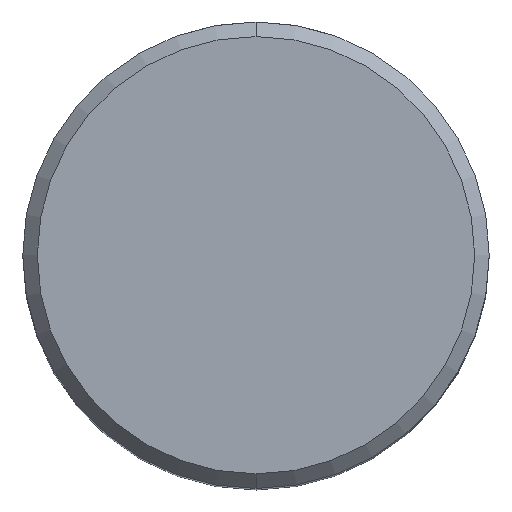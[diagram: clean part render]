
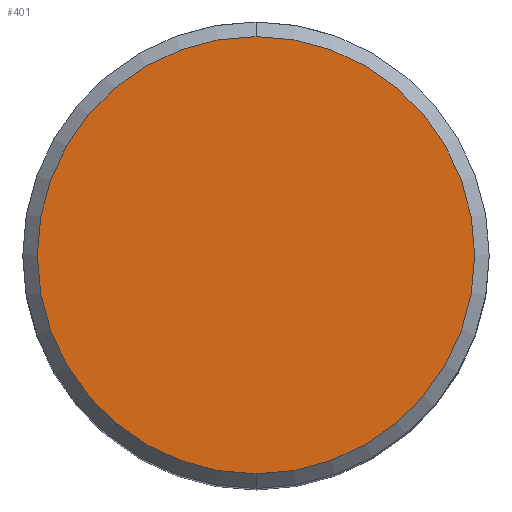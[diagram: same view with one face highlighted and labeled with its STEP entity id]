
A CAD part, top view. The second image highlights one B-rep face of the part: STEP entity #401.
In plain terms, the highlighted planar face has unit normal (0, 0, 1).
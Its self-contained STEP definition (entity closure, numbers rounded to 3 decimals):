
#201=EDGE_CURVE('',#283,#389,#510,.T.);
#283=VERTEX_POINT('',#601);
#389=VERTEX_POINT('',#718);
#401=ADVANCED_FACE('',(#732),#733,.T.);
#449=EDGE_CURVE('',#389,#283,#786,.T.);
#510=CIRCLE('',#938,15.0);
#601=CARTESIAN_POINT('',(0.,-15.0,0.0));
#718=CARTESIAN_POINT('',(0.0,15.0,0.0));
#732=FACE_OUTER_BOUND('',#1470,.T.);
#733=PLANE('',#1471);
#786=CIRCLE('',#1540,15.0);
#938=AXIS2_PLACEMENT_3D('',#1632,#1633,#1634);
#1470=EDGE_LOOP('',(#1883,#1884));
#1471=AXIS2_PLACEMENT_3D('',#1885,#1886,#1887);
#1540=AXIS2_PLACEMENT_3D('',#1963,#1964,#1965);
#1632=CARTESIAN_POINT('',(0.0,0.0,0.0));
#1633=DIRECTION('',(0.0,0.0,-1.0));
#1634=DIRECTION('',(0.0,1.0,0.0));
#1883=ORIENTED_EDGE('',*,*,#449,.F.);
#1884=ORIENTED_EDGE('',*,*,#201,.F.);
#1885=CARTESIAN_POINT('',(0.0,7.5,0.0));
#1886=DIRECTION('',(-0.0,0.0,1.0));
#1887=DIRECTION('',(0.0,-1.0,0.0));
#1963=CARTESIAN_POINT('',(0.0,0.0,0.0));
#1964=DIRECTION('',(0.0,0.0,-1.0));
#1965=DIRECTION('',(0.0,1.0,0.0));
